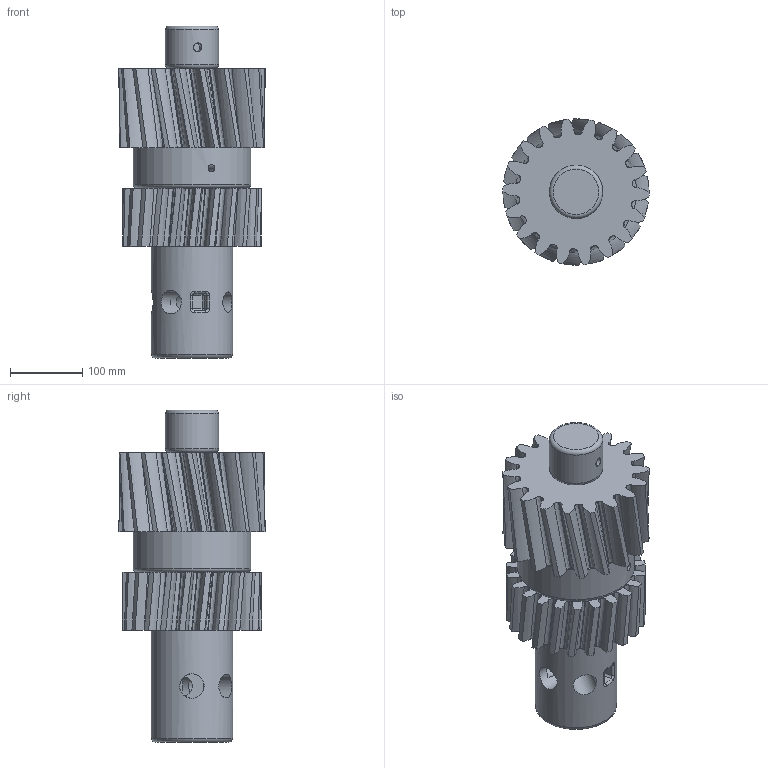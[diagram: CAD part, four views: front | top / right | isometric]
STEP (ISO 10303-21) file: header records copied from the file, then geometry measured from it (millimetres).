
FILE_DESCRIPTION(/* description */ (''),/* implementation_level */ '2;1');
FILE_NAME(/* name */ '3_big_.stp',/* time_stamp */ '2023-03-28T10:13:48+02:00',/* author */ (''),/* organization */ (''),/* preprocessor_version */ 'ST-DEVELOPER v18.102',/* originating_system */ 'SIEMENS PLM Software NX2206.1700',/* authorisation */ '');
FILE_SCHEMA (('AUTOMOTIVE_DESIGN { 1 0 10303 214 3 1 1 1 }'));
Length unit declared in the file: millimetre
Products named in the file (1): ex
Bounding box: 202.78 x 202.77 x 460 mm (x, y, z)
Volume: 7561482.7 mm3; surface area: 500507.2 mm2
Topology: 5 solids, 5 shells, 297 faces, 850 edges, 546 vertices
Faces by surface type: bspline 142, cylinder 79, cone 44, plane 22, torus 6, sphere 4
Full cylindrical faces by diameter (mm): 10 x1, 12 x3, 28 x2, 33 x1, 34 x1, 74 x1, 113 x1, 163 x1
Entity records: 33074 total; most frequent: CARTESIAN_POINT 26645, ORIENTED_EDGE 1610, DIRECTION 990, EDGE_CURVE 805, VERTEX_POINT 538, AXIS2_PLACEMENT_3D 485, B_SPLINE_CURVE_WITH_KNOTS 452, EDGE_LOOP 323
